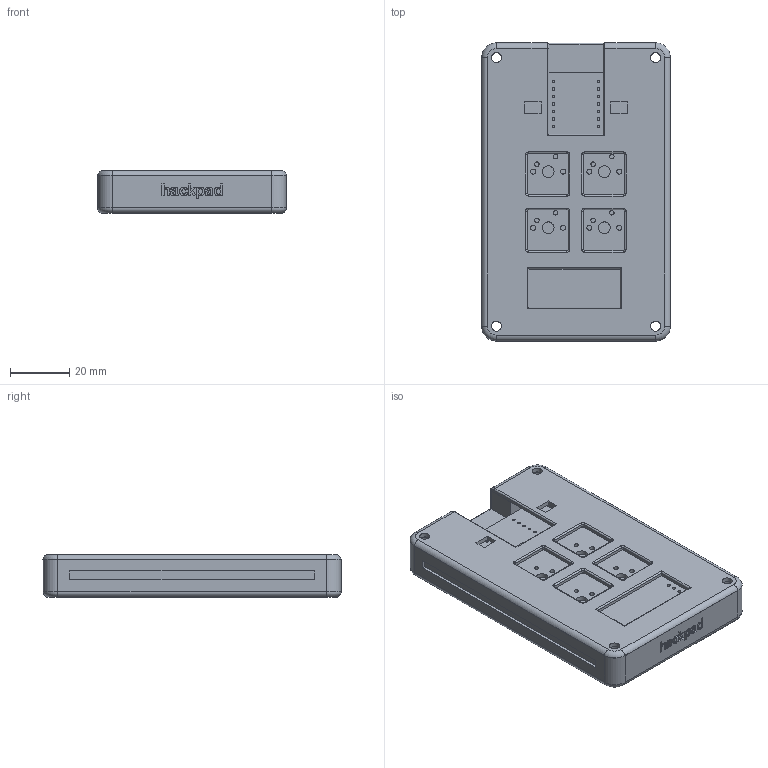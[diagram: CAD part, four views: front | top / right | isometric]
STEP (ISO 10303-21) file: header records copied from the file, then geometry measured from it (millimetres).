
FILE_DESCRIPTION(/* description */ (''),/* implementation_level */ '2;1');
FILE_NAME(/* name */ 'hackpad complete.step',/* time_stamp */ '2025-12-18T17:34:35+05:00',/* author */ (''),/* organization */ (''),/* preprocessor_version */ 'ST-DEVELOPER v20.1',/* originating_system */ 'Autodesk Translation Framework v14.21.0.0',/* authorisation */ '');
FILE_SCHEMA (('AUTOMOTIVE_DESIGN { 1 0 10303 214 3 1 1 }'));
Length unit declared in the file: millimetre
Products named in the file (6): 2025-12-18-17-13-38-701; 2025-12-17-16-20-18-180; 2025-12-17-16-21-39-125; 2025-12-18-12-18-51-836; 2025-12-18-12-18-51-837; 2025-12-17-17-08-39-744
Assembly tree (4 placements, depth 3):
  2025-12-18-17-13-38-701
    2025-12-17-16-20-18-180
    2025-12-18-12-18-51-836
      2025-12-18-12-18-51-837
    2025-12-17-17-08-39-744
  2025-12-17-16-21-39-125
Bounding box: 64.03 x 101.08 x 14.5 mm (x, y, z)
Volume: 56786.5 mm3; surface area: 37757.7 mm2
Topology: 3 solids, 3 shells, 566 faces, 1527 edges, 998 vertices
Faces by surface type: plane 251, bspline 184, cylinder 105, torus 26
Full cylindrical faces by diameter (mm): 0.889 x14, 1 x4, 1.5 x8, 1.7 x8, 3.4 x8, 4 x4, 6 x4
Entity records: 19755 total; most frequent: CARTESIAN_POINT 6248, ORIENTED_EDGE 3054, DIRECTION 2177, EDGE_CURVE 1527, VERTEX_POINT 998, LINE 923, VECTOR 923, EDGE_LOOP 703
